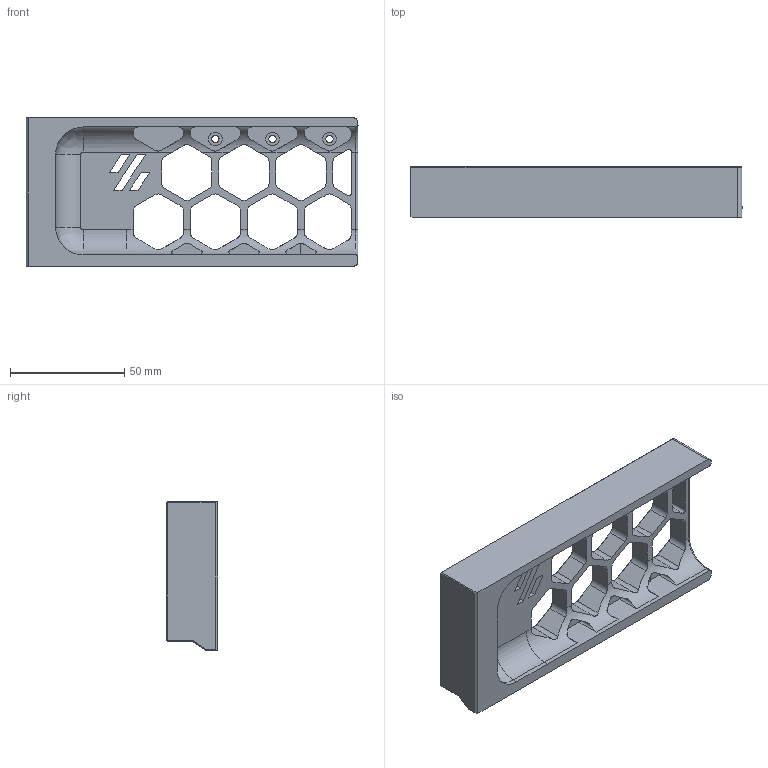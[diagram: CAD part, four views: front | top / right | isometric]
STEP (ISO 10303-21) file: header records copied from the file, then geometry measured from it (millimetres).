
FILE_DESCRIPTION(/* description */ (''),/* implementation_level */ '2;1');
FILE_NAME(/* name */ 'left_skirt_250mm.step',/* time_stamp */ '2024-08-06T07:54:36-05:00',/* author */ (''),/* organization */ (''),/* preprocessor_version */ 'ST-DEVELOPER v20',/* originating_system */ 'Autodesk Translation Framework v13.14.0.145',/* authorisation */ '');
FILE_SCHEMA (('AUTOMOTIVE_DESIGN { 1 0 10303 214 3 1 1 }'));
Length unit declared in the file: millimetre
Products named in the file (1): left_skirt_250mm
Bounding box: 145.5 x 22.4 x 65 mm (x, y, z)
Volume: 82265.7 mm3; surface area: 30807.3 mm2
Topology: 1 solids, 1 shells, 322 faces, 852 edges, 527 vertices
Faces by surface type: plane 175, cylinder 93, cone 50, torus 2, bspline 2
Full cylindrical faces by diameter (mm): 3.2 x3, 6 x3
Entity records: 10268 total; most frequent: CARTESIAN_POINT 2143, ORIENTED_EDGE 1704, DIRECTION 1688, EDGE_CURVE 852, LINE 564, VECTOR 564, AXIS2_PLACEMENT_3D 562, VERTEX_POINT 527
